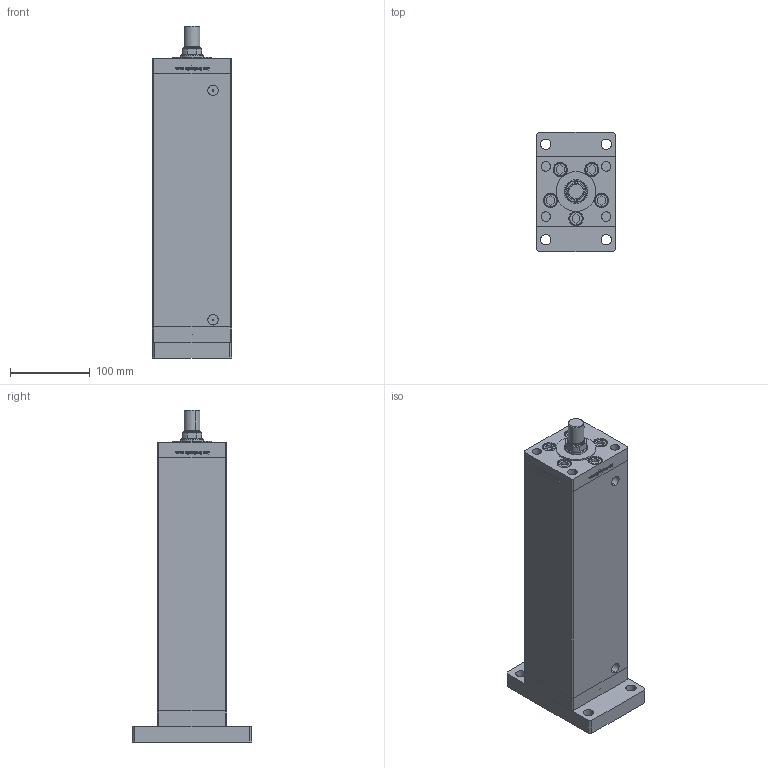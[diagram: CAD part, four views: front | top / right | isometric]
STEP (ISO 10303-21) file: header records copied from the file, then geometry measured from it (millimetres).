
FILE_DESCRIPTION (( 'STEP AP203' ), '1' );
FILE_NAME ('5bac.STEP', '2026-01-26T07:43:32', ( '' ), ( '' ), 'SwSTEP 2.0', 'SolidWorks 2019', '' );
FILE_SCHEMA (( 'CONFIG_CONTROL_DESIGN' ));
Length unit declared in the file: millimetre
Products named in the file (8): V220C_F c994dedf59711d737141a39f482ddc44; V220C_FRONT_G c994dedf59711d737141a39f482ddc44; V220C_G_MIDDLE c994dedf59711d737141a39f482ddc44; ALLEN BOLT c994dedf59711d737141a39f482ddc44; 5bac; V220C_VC_G c994dedf59711d737141a39f482ddc44; V220C BACK_G c994dedf59711d737141a39f482ddc44; V220CC_MALE_METRIC c994dedf59711d737141a39f482ddc44
Assembly tree (20 placements, depth 2):
  5bac
    V220C BACK_G c994dedf59711d737141a39f482ddc44
    V220C_FRONT_G c994dedf59711d737141a39f482ddc44
    V220C_G_MIDDLE c994dedf59711d737141a39f482ddc44
    ALLEN BOLT c994dedf59711d737141a39f482ddc44  x14
    V220C_F c994dedf59711d737141a39f482ddc44
    V220CC_MALE_METRIC c994dedf59711d737141a39f482ddc44
    V220C_VC_G c994dedf59711d737141a39f482ddc44
Bounding box: 100 x 150 x 417.5 mm (x, y, z)
Volume: 2921763.7 mm3; surface area: 367704.7 mm2
Topology: 20 solids, 20 shells, 1324 faces, 3276 edges, 2138 vertices
Faces by surface type: plane 521, bspline 484, cylinder 191, cone 66, torus 62
Entity records: 54156 total; most frequent: CARTESIAN_POINT 30510, ORIENTED_EDGE 5352, DIRECTION 3172, EDGE_CURVE 2676, VERTEX_POINT 1774, LINE 1376, VECTOR 1376, EDGE_LOOP 1220
